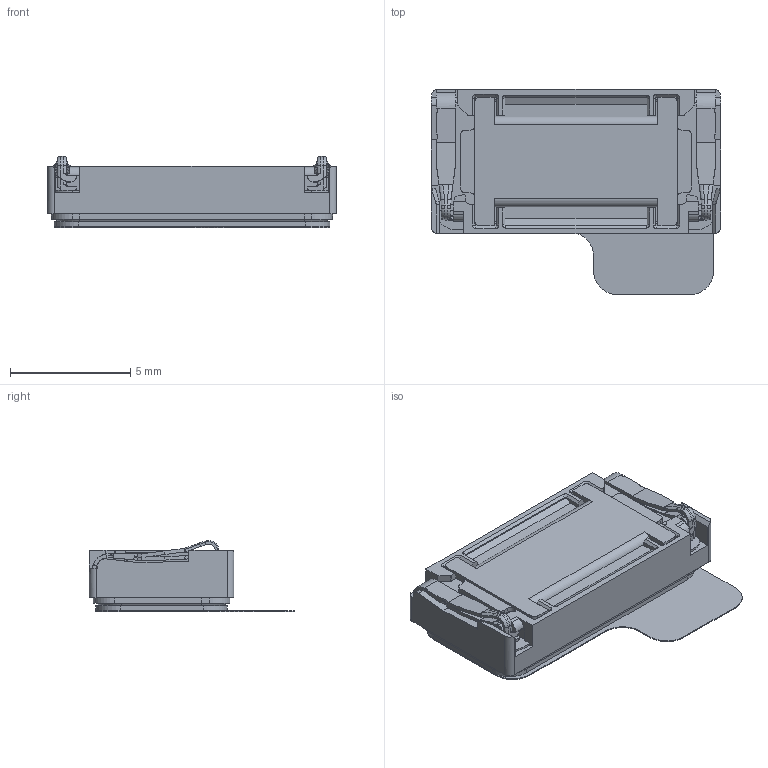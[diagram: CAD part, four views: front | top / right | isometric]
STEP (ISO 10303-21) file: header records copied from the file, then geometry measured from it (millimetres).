
FILE_DESCRIPTION (( 'STEP AP203' ), '1' );
FILE_NAME ('HDR2275-014070_3D_210929.STEP', '2021-09-29T02:32:11', ( '' ), ( '' ), 'SwSTEP 2.0', 'SolidWorks 2020', '' );
FILE_SCHEMA (( 'CONFIG_CONTROL_DESIGN' ));
Length unit declared in the file: millimetre
Products named in the file (1): HDR2275-014070_3D_210929
Bounding box: 12 x 8.53 x 2.95 mm (x, y, z)
Volume: 164.9 mm3; surface area: 523.8 mm2
Topology: 5 solids, 5 shells, 690 faces, 1881 edges, 1193 vertices
Faces by surface type: plane 421, cylinder 197, torus 28, bspline 24, cone 20
Entity records: 22227 total; most frequent: CARTESIAN_POINT 4876, ORIENTED_EDGE 3762, DIRECTION 3470, EDGE_CURVE 1881, LINE 1308, VECTOR 1308, VERTEX_POINT 1193, AXIS2_PLACEMENT_3D 1081
